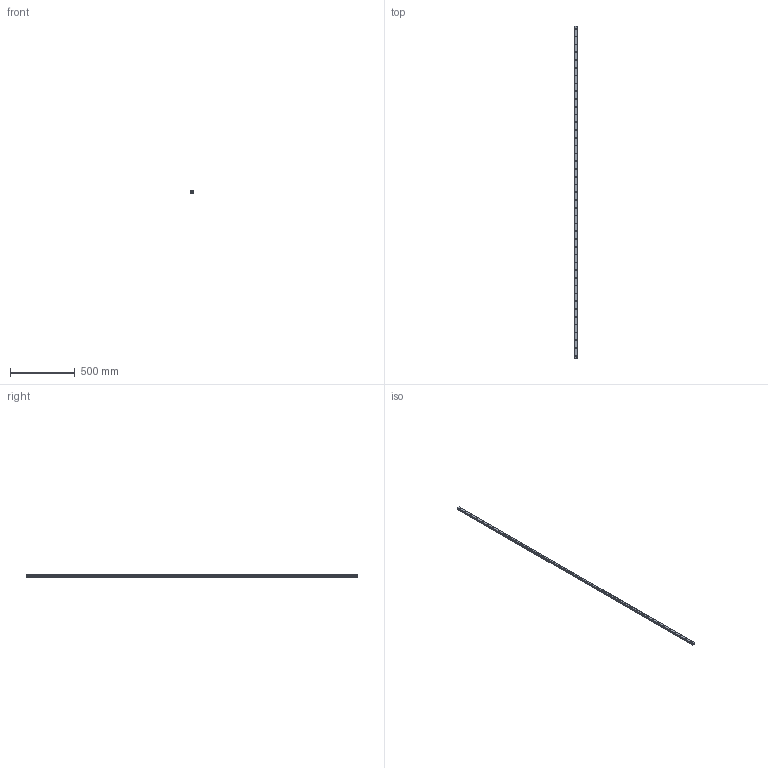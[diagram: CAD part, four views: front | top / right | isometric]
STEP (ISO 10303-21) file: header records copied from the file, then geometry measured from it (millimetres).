
FILE_DESCRIPTION(('STEP AP214'),'1');
FILE_NAME('cctmp_99B74B3F-5A99-48AE-A480-DB2882DA56FA_2021_02_04_09_42_23_0248..stp','2021-02-04T08:42:23',('HIWIN GmbH'),('CADClick - www.CADClick.com'),'Spatial InterOp 3D',' ','unknown authorization');
FILE_SCHEMA(('AUTOMOTIVE_DESIGN'));
Length unit declared in the file: millimetre
Products named in the file (1): EGR20R2560C_FILE
Bounding box: 20 x 2560 x 15.5 mm (x, y, z)
Volume: 686741.8 mm3; surface area: 204920.9 mm2
Topology: 1 solids, 1 shells, 619 faces, 1409 edges, 882 vertices
Faces by surface type: plane 343, cylinder 276
Entity records: 22467 total; most frequent: DIRECTION 3373, CARTESIAN_POINT 2911, ORIENTED_EDGE 2818, EDGE_CURVE 1409, AXIS2_PLACEMENT_3D 1344, VERTEX_POINT 882, EDGE_LOOP 709, LINE 685
